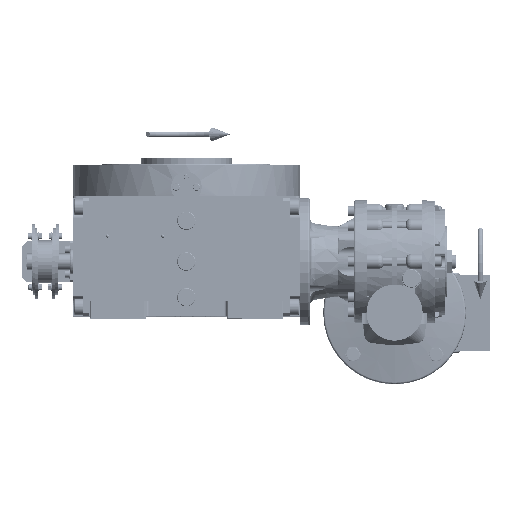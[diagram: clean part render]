
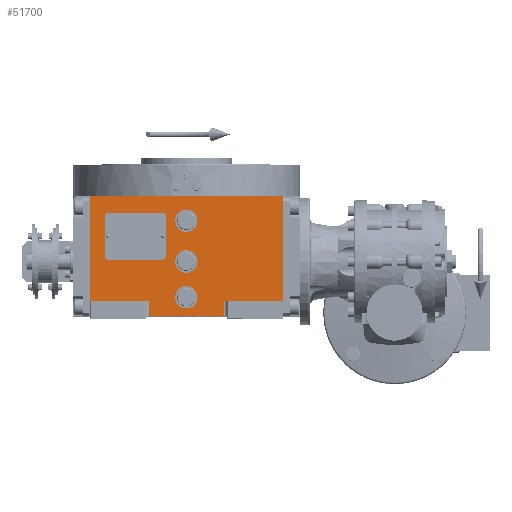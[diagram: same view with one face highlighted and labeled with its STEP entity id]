
A CAD part, top view. The second image highlights one B-rep face of the part: STEP entity #51700.
In plain terms, the highlighted planar face has unit normal (0, 0, 1).
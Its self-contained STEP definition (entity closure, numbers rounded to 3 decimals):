
#1394 = CARTESIAN_POINT ( 'NONE',  ( -11., 40., 163.5 ) ) ;
#2316 = DIRECTION ( 'NONE',  ( -1., 0., 0. ) ) ;
#2430 = AXIS2_PLACEMENT_3D ( 'NONE', #130764, #103585, #89990 ) ;
#2909 = EDGE_CURVE ( 'NONE', #30284, #10862, #124264, .T. ) ;
#8404 = CARTESIAN_POINT ( 'NONE',  ( 37., -38.5, 163.5 ) ) ;
#8485 = CARTESIAN_POINT ( 'NONE',  ( -37., -38.5, 163.5 ) ) ;
#8585 = EDGE_CURVE ( 'NONE', #178652, #10862, #157508, .T. ) ;
#8687 = VECTOR ( 'NONE', #105306, 1000. ) ;
#9557 = DIRECTION ( 'NONE',  ( 1., 0., 0. ) ) ;
#10862 = VERTEX_POINT ( 'NONE', #8485 ) ;
#16017 = ORIENTED_EDGE ( 'NONE', *, *, #156509, .T. ) ;
#16499 = VECTOR ( 'NONE', #88619, 1000. ) ;
#16690 = CARTESIAN_POINT ( 'NONE',  ( 11., 40., 163.5 ) ) ;
#17209 = DIRECTION ( 'NONE',  ( 0., 0., 1. ) ) ;
#20311 = DIRECTION ( 'NONE',  ( 0., 0., 1. ) ) ;
#22828 = CARTESIAN_POINT ( 'NONE',  ( 11., 0., 163.5 ) ) ;
#22903 = LINE ( 'NONE', #8404, #8687 ) ;
#23269 = EDGE_CURVE ( 'NONE', #53305, #131237, #124304, .T. ) ;
#23595 = CARTESIAN_POINT ( 'NONE',  ( 94.5, 64.5, 163.5 ) ) ;
#24375 = ORIENTED_EDGE ( 'NONE', *, *, #59120, .F. ) ;
#24747 = VECTOR ( 'NONE', #138316, 1000. ) ;
#27700 = LINE ( 'NONE', #69352, #164975 ) ;
#27848 = ORIENTED_EDGE ( 'NONE', *, *, #53561, .F. ) ;
#29166 = VERTEX_POINT ( 'NONE', #1394 ) ;
#29785 = CARTESIAN_POINT ( 'NONE',  ( -94.5, -38.5, 163.5 ) ) ;
#30284 = VERTEX_POINT ( 'NONE', #147409 ) ;
#30674 = LINE ( 'NONE', #29785, #148368 ) ;
#31066 = ORIENTED_EDGE ( 'NONE', *, *, #154579, .F. ) ;
#32284 = DIRECTION ( 'NONE',  ( 1., 0., 0. ) ) ;
#33375 = CARTESIAN_POINT ( 'NONE',  ( -37., -53.5, 163.5 ) ) ;
#34489 = ORIENTED_EDGE ( 'NONE', *, *, #147038, .F. ) ;
#36469 = VECTOR ( 'NONE', #51677, 1000. ) ;
#40127 = CIRCLE ( 'NONE', #124065, 11. ) ;
#42343 = EDGE_LOOP ( 'NONE', ( #31066, #24375 ) ) ;
#42891 = VECTOR ( 'NONE', #32284, 1000. ) ;
#45882 = LINE ( 'NONE', #62114, #42891 ) ;
#46663 = ORIENTED_EDGE ( 'NONE', *, *, #8585, .F. ) ;
#49933 = CARTESIAN_POINT ( 'NONE',  ( -11., 0., 163.5 ) ) ;
#50745 = VERTEX_POINT ( 'NONE', #23595 ) ;
#51677 = DIRECTION ( 'NONE',  ( 1., 0., 0. ) ) ;
#51700 = ADVANCED_FACE ( 'NONE', ( #178884, #108261, #120060, #177086 ), #81981, .T. ) ;
#51736 = VERTEX_POINT ( 'NONE', #16690 ) ;
#52143 = DIRECTION ( 'NONE',  ( 1., 0., 0. ) ) ;
#53305 = VERTEX_POINT ( 'NONE', #49933 ) ;
#53561 = EDGE_CURVE ( 'NONE', #29166, #51736, #40127, .T. ) ;
#54912 = VERTEX_POINT ( 'NONE', #148517 ) ;
#56318 = AXIS2_PLACEMENT_3D ( 'NONE', #119213, #79356, #52143 ) ;
#58704 = DIRECTION ( 'NONE',  ( 0., 1., 0. ) ) ;
#59120 = EDGE_CURVE ( 'NONE', #73207, #141830, #139712, .T. ) ;
#62114 = CARTESIAN_POINT ( 'NONE',  ( -37., -53.5, 163.5 ) ) ;
#63010 = ORIENTED_EDGE ( 'NONE', *, *, #147897, .F. ) ;
#65701 = DIRECTION ( 'NONE',  ( 0., 0., 1. ) ) ;
#67385 = AXIS2_PLACEMENT_3D ( 'NONE', #122827, #125517, #2316 ) ;
#67794 = CIRCLE ( 'NONE', #137247, 11. ) ;
#68863 = CARTESIAN_POINT ( 'NONE',  ( -94.5, 64.5, 163.5 ) ) ;
#69352 = CARTESIAN_POINT ( 'NONE',  ( 94.5, -38.5, 163.5 ) ) ;
#69884 = CARTESIAN_POINT ( 'NONE',  ( -94.5, -38.5, 163.5 ) ) ;
#71562 = CARTESIAN_POINT ( 'NONE',  ( 0., 40., 163.5 ) ) ;
#73207 = VERTEX_POINT ( 'NONE', #99874 ) ;
#74745 = ORIENTED_EDGE ( 'NONE', *, *, #140438, .F. ) ;
#75253 = EDGE_CURVE ( 'NONE', #80898, #54912, #22903, .T. ) ;
#75540 = DIRECTION ( 'NONE',  ( 1., 0., 0. ) ) ;
#76194 = DIRECTION ( 'NONE',  ( -1., 0., 0. ) ) ;
#79356 = DIRECTION ( 'NONE',  ( 0., 0., 1. ) ) ;
#80733 = ORIENTED_EDGE ( 'NONE', *, *, #23269, .F. ) ;
#80898 = VERTEX_POINT ( 'NONE', #125978 ) ;
#81798 = ORIENTED_EDGE ( 'NONE', *, *, #163025, .F. ) ;
#81818 = EDGE_CURVE ( 'NONE', #30284, #89694, #30674, .T. ) ;
#81981 = PLANE ( 'NONE',  #172774 ) ;
#87990 = DIRECTION ( 'NONE',  ( 0., 0., 1. ) ) ;
#88619 = DIRECTION ( 'NONE',  ( 0., 1., 0. ) ) ;
#89623 = AXIS2_PLACEMENT_3D ( 'NONE', #145079, #87990, #76194 ) ;
#89694 = VERTEX_POINT ( 'NONE', #174469 ) ;
#89990 = DIRECTION ( 'NONE',  ( 1., 0., 0. ) ) ;
#98292 = DIRECTION ( 'NONE',  ( 0., 1., 0. ) ) ;
#99256 = CARTESIAN_POINT ( 'NONE',  ( 37., -38.5, 163.5 ) ) ;
#99350 = EDGE_LOOP ( 'NONE', ( #34489, #27848 ) ) ;
#99874 = CARTESIAN_POINT ( 'NONE',  ( -11., -35., 163.5 ) ) ;
#102176 = CARTESIAN_POINT ( 'NONE',  ( -37., -53.5, 163.5 ) ) ;
#103585 = DIRECTION ( 'NONE',  ( 0., 0., 1. ) ) ;
#105306 = DIRECTION ( 'NONE',  ( 1., 0., 0. ) ) ;
#106656 = EDGE_LOOP ( 'NONE', ( #174651, #63010, #115466, #16017, #74745, #162028, #156801, #46663 ) ) ;
#106763 = CARTESIAN_POINT ( 'NONE',  ( 11., -35., 163.5 ) ) ;
#108261 = FACE_BOUND ( 'NONE', #42343, .T. ) ;
#112866 = LINE ( 'NONE', #99256, #24747 ) ;
#115466 = ORIENTED_EDGE ( 'NONE', *, *, #75253, .T. ) ;
#119213 = CARTESIAN_POINT ( 'NONE',  ( 0., 0., 163.5 ) ) ;
#120060 = FACE_BOUND ( 'NONE', #99350, .T. ) ;
#122827 = CARTESIAN_POINT ( 'NONE',  ( 0., -35., 163.5 ) ) ;
#124065 = AXIS2_PLACEMENT_3D ( 'NONE', #71562, #17209, #128592 ) ;
#124264 = LINE ( 'NONE', #69884, #177435 ) ;
#124304 = CIRCLE ( 'NONE', #89623, 11. ) ;
#125043 = EDGE_LOOP ( 'NONE', ( #81798, #80733 ) ) ;
#125142 = DIRECTION ( 'NONE',  ( 1., 0., 0. ) ) ;
#125517 = DIRECTION ( 'NONE',  ( 0., 0., 1. ) ) ;
#125978 = CARTESIAN_POINT ( 'NONE',  ( 37., -38.5, 163.5 ) ) ;
#128592 = DIRECTION ( 'NONE',  ( -1., 0., 0. ) ) ;
#130764 = CARTESIAN_POINT ( 'NONE',  ( 0., -35., 163.5 ) ) ;
#131237 = VERTEX_POINT ( 'NONE', #22828 ) ;
#134578 = CARTESIAN_POINT ( 'NONE',  ( -94.5, -53.5, 163.5 ) ) ;
#135507 = CIRCLE ( 'NONE', #2430, 11. ) ;
#137247 = AXIS2_PLACEMENT_3D ( 'NONE', #144433, #20311, #75540 ) ;
#138316 = DIRECTION ( 'NONE',  ( 0., -1., 0. ) ) ;
#139712 = CIRCLE ( 'NONE', #67385, 11. ) ;
#140438 = EDGE_CURVE ( 'NONE', #89694, #50745, #175769, .T. ) ;
#141830 = VERTEX_POINT ( 'NONE', #106763 ) ;
#143108 = CIRCLE ( 'NONE', #56318, 11. ) ;
#144433 = CARTESIAN_POINT ( 'NONE',  ( 0., 40., 163.5 ) ) ;
#145079 = CARTESIAN_POINT ( 'NONE',  ( 0., 0., 163.5 ) ) ;
#146350 = CARTESIAN_POINT ( 'NONE',  ( 37., -53.5, 163.5 ) ) ;
#147038 = EDGE_CURVE ( 'NONE', #51736, #29166, #67794, .T. ) ;
#147409 = CARTESIAN_POINT ( 'NONE',  ( -94.5, -38.5, 163.5 ) ) ;
#147897 = EDGE_CURVE ( 'NONE', #80898, #149015, #112866, .T. ) ;
#148368 = VECTOR ( 'NONE', #58704, 1000. ) ;
#148517 = CARTESIAN_POINT ( 'NONE',  ( 94.5, -38.5, 163.5 ) ) ;
#149015 = VERTEX_POINT ( 'NONE', #146350 ) ;
#154579 = EDGE_CURVE ( 'NONE', #141830, #73207, #135507, .T. ) ;
#156509 = EDGE_CURVE ( 'NONE', #54912, #50745, #27700, .T. ) ;
#156801 = ORIENTED_EDGE ( 'NONE', *, *, #2909, .T. ) ;
#157508 = LINE ( 'NONE', #33375, #16499 ) ;
#162028 = ORIENTED_EDGE ( 'NONE', *, *, #81818, .F. ) ;
#163025 = EDGE_CURVE ( 'NONE', #131237, #53305, #143108, .T. ) ;
#164975 = VECTOR ( 'NONE', #98292, 1000. ) ;
#171230 = EDGE_CURVE ( 'NONE', #178652, #149015, #45882, .T. ) ;
#172774 = AXIS2_PLACEMENT_3D ( 'NONE', #134578, #65701, #9557 ) ;
#174469 = CARTESIAN_POINT ( 'NONE',  ( -94.5, 64.5, 163.5 ) ) ;
#174651 = ORIENTED_EDGE ( 'NONE', *, *, #171230, .T. ) ;
#175769 = LINE ( 'NONE', #68863, #36469 ) ;
#177086 = FACE_OUTER_BOUND ( 'NONE', #106656, .T. ) ;
#177435 = VECTOR ( 'NONE', #125142, 1000. ) ;
#178652 = VERTEX_POINT ( 'NONE', #102176 ) ;
#178884 = FACE_BOUND ( 'NONE', #125043, .T. ) ;
